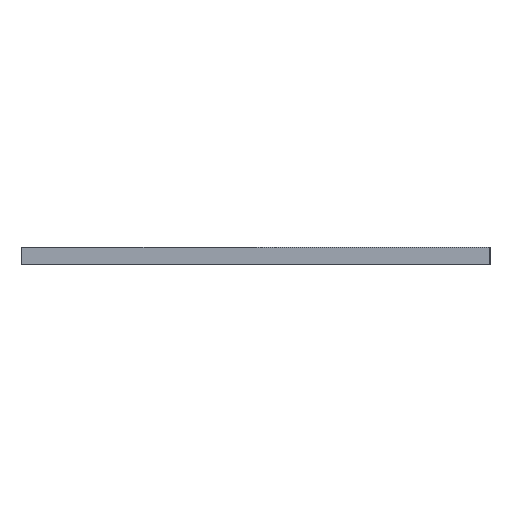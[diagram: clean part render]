
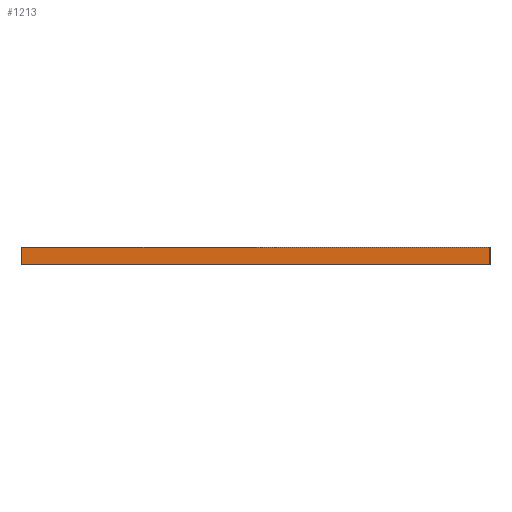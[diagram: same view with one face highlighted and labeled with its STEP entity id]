
A CAD part, left-side view. The second image highlights one B-rep face of the part: STEP entity #1213.
In plain terms, the highlighted planar face has unit normal (-1, 0, 0).
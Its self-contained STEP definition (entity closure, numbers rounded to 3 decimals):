
#182 = ORIENTED_EDGE ( 'NONE', *, *, #4524, .T. ) ;
#478 = DIRECTION ( 'NONE',  ( 0., 0., -1. ) ) ;
#508 = DIRECTION ( 'NONE',  ( 1., 0., 0. ) ) ;
#589 = VECTOR ( 'NONE', #2744, 1000. ) ;
#613 = CARTESIAN_POINT ( 'NONE',  ( -95., -40., 3. ) ) ;
#823 = ORIENTED_EDGE ( 'NONE', *, *, #2236, .T. ) ;
#1041 = DIRECTION ( 'NONE',  ( 0., -1., 0. ) ) ;
#1213 = ADVANCED_FACE ( 'NONE', ( #2300 ), #1973, .F. ) ;
#1253 = DIRECTION ( 'NONE',  ( 0., 1., 0. ) ) ;
#1385 = VECTOR ( 'NONE', #3826, 1000. ) ;
#1499 = LINE ( 'NONE', #4423, #4153 ) ;
#1925 = EDGE_CURVE ( 'NONE', #2480, #2022, #3104, .T. ) ;
#1973 = PLANE ( 'NONE',  #4286 ) ;
#2022 = VERTEX_POINT ( 'NONE', #2775 ) ;
#2236 = EDGE_CURVE ( 'NONE', #4405, #3748, #1499, .T. ) ;
#2300 = FACE_OUTER_BOUND ( 'NONE', #2640, .T. ) ;
#2392 = CARTESIAN_POINT ( 'NONE',  ( -95., 40., 3. ) ) ;
#2400 = CARTESIAN_POINT ( 'NONE',  ( -95., -40., 3. ) ) ;
#2480 = VERTEX_POINT ( 'NONE', #613 ) ;
#2618 = CARTESIAN_POINT ( 'NONE',  ( -95., 40., 0. ) ) ;
#2640 = EDGE_LOOP ( 'NONE', ( #182, #3907, #3951, #823 ) ) ;
#2744 = DIRECTION ( 'NONE',  ( 0., -1., 0. ) ) ;
#2775 = CARTESIAN_POINT ( 'NONE',  ( -95., -40., 0. ) ) ;
#2857 = CARTESIAN_POINT ( 'NONE',  ( -95., 40., 0. ) ) ;
#3104 = LINE ( 'NONE', #2400, #1385 ) ;
#3158 = LINE ( 'NONE', #2857, #4307 ) ;
#3421 = CARTESIAN_POINT ( 'NONE',  ( -95., 40., 3. ) ) ;
#3428 = LINE ( 'NONE', #2392, #589 ) ;
#3748 = VERTEX_POINT ( 'NONE', #2618 ) ;
#3773 = CARTESIAN_POINT ( 'NONE',  ( -95., 40., 3. ) ) ;
#3826 = DIRECTION ( 'NONE',  ( 0., 0., -1. ) ) ;
#3907 = ORIENTED_EDGE ( 'NONE', *, *, #1925, .F. ) ;
#3951 = ORIENTED_EDGE ( 'NONE', *, *, #4442, .F. ) ;
#4153 = VECTOR ( 'NONE', #478, 1000. ) ;
#4286 = AXIS2_PLACEMENT_3D ( 'NONE', #3421, #508, #1253 ) ;
#4307 = VECTOR ( 'NONE', #1041, 1000. ) ;
#4405 = VERTEX_POINT ( 'NONE', #3773 ) ;
#4423 = CARTESIAN_POINT ( 'NONE',  ( -95., 40., 3. ) ) ;
#4442 = EDGE_CURVE ( 'NONE', #4405, #2480, #3428, .T. ) ;
#4524 = EDGE_CURVE ( 'NONE', #3748, #2022, #3158, .T. ) ;
